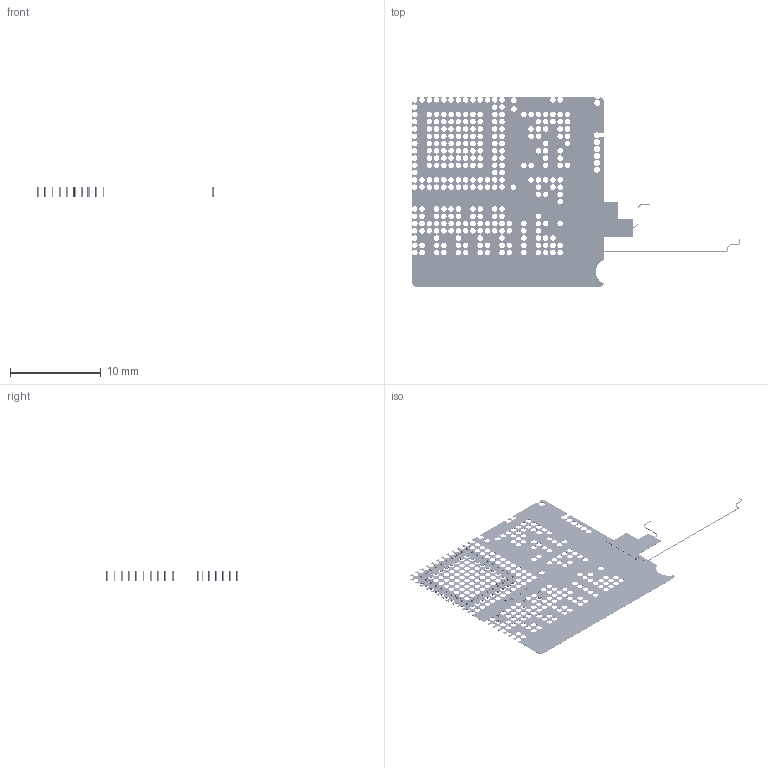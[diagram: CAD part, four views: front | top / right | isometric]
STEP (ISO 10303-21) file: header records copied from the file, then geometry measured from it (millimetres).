
FILE_DESCRIPTION(('KiCad electronic assembly'),'2;1');
FILE_NAME('plane-1v1.step','2025-08-12T20:20:57',('Pcbnew'),('Kicad'), 'Open CASCADE STEP processor 7.8','KiCad to STEP converter','Unknown' );
FILE_SCHEMA(('AUTOMOTIVE_DESIGN { 1 0 10303 214 1 1 1 1 }'));
Length unit declared in the file: millimetre
Products named in the file (2): plane-1v1 1; ecap5-bsom_copper
Assembly tree (1 placements, depth 2):
  plane-1v1 1
    ecap5-bsom_copper
Bounding box: 36.08 x 20.86 x 1.18 mm (x, y, z)
Volume: 8.5 mm3; surface area: 864.2 mm2
Topology: 1 solids, 1 shells, 1950 faces, 3816 edges, 2544 vertices
Faces by surface type: cylinder 1044, plane 906
Full cylindrical faces by diameter (mm): 0.2 x343, 0.4 x271, 0.45 x64, 0.606 x242, 0.657 x6
Entity records: 51897 total; most frequent: DIRECTION 9808, CARTESIAN_POINT 8312, ORIENTED_EDGE 7632, AXIS2_PLACEMENT_3D 4040, EDGE_CURVE 3816, FACE_BOUND 3132, EDGE_LOOP 3132, VERTEX_POINT 2544
